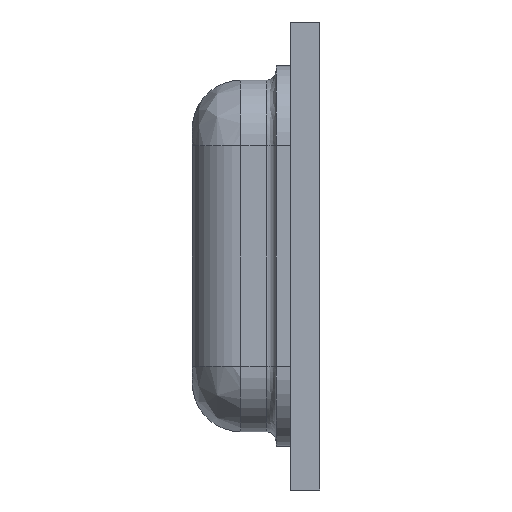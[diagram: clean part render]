
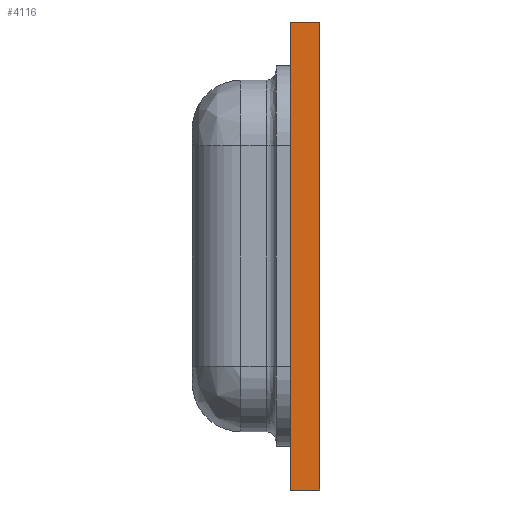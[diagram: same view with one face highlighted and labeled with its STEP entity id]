
A CAD part, left-side view. The second image highlights one B-rep face of the part: STEP entity #4116.
In plain terms, the highlighted planar face has unit normal (-1, 0, 0).
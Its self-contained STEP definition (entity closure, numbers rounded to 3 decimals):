
#57 = FACE_OUTER_BOUND ( 'NONE', #2406, .T. ) ;
#93 = EDGE_CURVE ( 'NONE', #911, #2673, #1321, .T. ) ;
#324 = CARTESIAN_POINT ( 'NONE',  ( -2.41, 0.24, -1.93 ) ) ;
#360 = VERTEX_POINT ( 'NONE', #1229 ) ;
#393 = DIRECTION ( 'NONE',  ( 0., 0., -1. ) ) ;
#478 = LINE ( 'NONE', #1699, #2154 ) ;
#707 = DIRECTION ( 'NONE',  ( 0., 1., 0. ) ) ;
#715 = PLANE ( 'NONE',  #3578 ) ;
#727 = VERTEX_POINT ( 'NONE', #1646 ) ;
#911 = VERTEX_POINT ( 'NONE', #3149 ) ;
#1229 = CARTESIAN_POINT ( 'NONE',  ( -2.41, 0.24, -1.93 ) ) ;
#1275 = VECTOR ( 'NONE', #1922, 1000. ) ;
#1304 = DIRECTION ( 'NONE',  ( 0., 0., -1. ) ) ;
#1321 = LINE ( 'NONE', #3558, #2580 ) ;
#1646 = CARTESIAN_POINT ( 'NONE',  ( -2.41, 0.24, 1.93 ) ) ;
#1699 = CARTESIAN_POINT ( 'NONE',  ( -2.41, 0.24, -1.93 ) ) ;
#1826 = VECTOR ( 'NONE', #707, 1000. ) ;
#1922 = DIRECTION ( 'NONE',  ( 0., -1., 0. ) ) ;
#1973 = DIRECTION ( 'NONE',  ( 1., 0., 0. ) ) ;
#1988 = ORIENTED_EDGE ( 'NONE', *, *, #2804, .T. ) ;
#2046 = EDGE_CURVE ( 'NONE', #360, #727, #478, .T. ) ;
#2154 = VECTOR ( 'NONE', #2721, 1000. ) ;
#2203 = ORIENTED_EDGE ( 'NONE', *, *, #2372, .T. ) ;
#2280 = LINE ( 'NONE', #3589, #1826 ) ;
#2372 = EDGE_CURVE ( 'NONE', #911, #727, #2280, .T. ) ;
#2406 = EDGE_LOOP ( 'NONE', ( #2203, #2760, #1988, #2736 ) ) ;
#2580 = VECTOR ( 'NONE', #1304, 1000. ) ;
#2673 = VERTEX_POINT ( 'NONE', #2795 ) ;
#2721 = DIRECTION ( 'NONE',  ( 0., 0., 1. ) ) ;
#2736 = ORIENTED_EDGE ( 'NONE', *, *, #93, .F. ) ;
#2760 = ORIENTED_EDGE ( 'NONE', *, *, #2046, .F. ) ;
#2795 = CARTESIAN_POINT ( 'NONE',  ( -2.41, 0., -1.93 ) ) ;
#2804 = EDGE_CURVE ( 'NONE', #360, #2673, #3517, .T. ) ;
#3149 = CARTESIAN_POINT ( 'NONE',  ( -2.41, 0., 1.93 ) ) ;
#3517 = LINE ( 'NONE', #324, #1275 ) ;
#3558 = CARTESIAN_POINT ( 'NONE',  ( -2.41, 0., 0. ) ) ;
#3578 = AXIS2_PLACEMENT_3D ( 'NONE', #3596, #1973, #393 ) ;
#3589 = CARTESIAN_POINT ( 'NONE',  ( -2.41, 0.24, 1.93 ) ) ;
#3596 = CARTESIAN_POINT ( 'NONE',  ( -2.41, 0.24, -1.93 ) ) ;
#4116 = ADVANCED_FACE ( 'NONE', ( #57 ), #715, .F. ) ;
